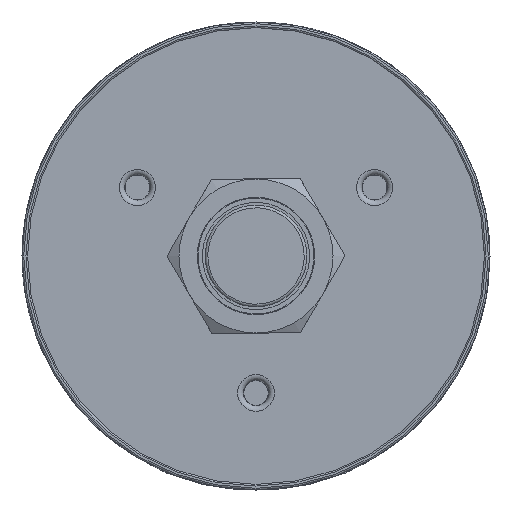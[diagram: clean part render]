
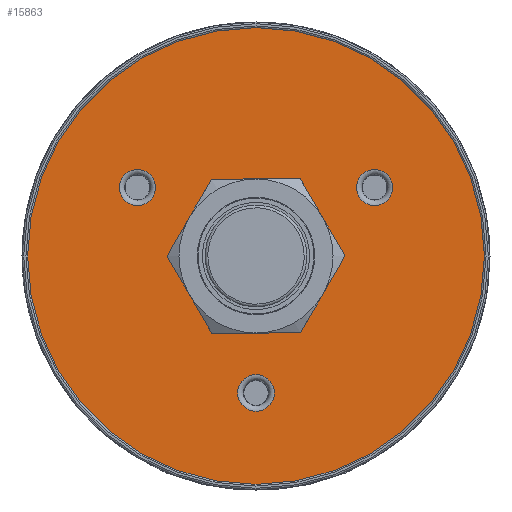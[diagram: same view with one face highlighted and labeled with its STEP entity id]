
A CAD part, front view. The second image highlights one B-rep face of the part: STEP entity #15863.
In plain terms, the highlighted planar face has unit normal (0, -1, 0).
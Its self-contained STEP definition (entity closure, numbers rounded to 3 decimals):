
#3874=FACE_BOUND('',#4880,.T.);
#3875=FACE_BOUND('',#4881,.T.);
#3876=FACE_BOUND('',#4882,.T.);
#3877=FACE_BOUND('',#4883,.T.);
#4022=FACE_OUTER_BOUND('',#4879,.T.);
#4879=EDGE_LOOP('',(#10126));
#4880=EDGE_LOOP('',(#10127));
#4881=EDGE_LOOP('',(#10128));
#4882=EDGE_LOOP('',(#10129));
#4883=EDGE_LOOP('',(#10130));
#5827=CIRCLE('',#16776,10.3);
#5833=CIRCLE('',#16785,3.203);
#5842=CIRCLE('',#16796,40.017);
#5843=CIRCLE('',#16797,3.162);
#5844=CIRCLE('',#16798,3.162);
#6198=VERTEX_POINT('',#21485);
#6203=VERTEX_POINT('',#21501);
#6210=VERTEX_POINT('',#21519);
#6211=VERTEX_POINT('',#21521);
#6212=VERTEX_POINT('',#21523);
#7758=EDGE_CURVE('',#6198,#6198,#5827,.T.);
#7765=EDGE_CURVE('',#6203,#6203,#5833,.T.);
#7774=EDGE_CURVE('',#6210,#6210,#5842,.T.);
#7775=EDGE_CURVE('',#6211,#6211,#5843,.T.);
#7776=EDGE_CURVE('',#6212,#6212,#5844,.T.);
#10126=ORIENTED_EDGE('',*,*,#7774,.F.);
#10127=ORIENTED_EDGE('',*,*,#7775,.T.);
#10128=ORIENTED_EDGE('',*,*,#7758,.F.);
#10129=ORIENTED_EDGE('',*,*,#7765,.F.);
#10130=ORIENTED_EDGE('',*,*,#7776,.T.);
#14491=PLANE('',#16795);
#15863=ADVANCED_FACE('',(#4022,#3874,#3875,#3876,#3877),#14491,.T.);
#16776=AXIS2_PLACEMENT_3D('',#21487,#17942,#17943);
#16785=AXIS2_PLACEMENT_3D('',#21502,#17961,#17962);
#16795=AXIS2_PLACEMENT_3D('',#21518,#17981,#17982);
#16796=AXIS2_PLACEMENT_3D('',#21520,#17983,#17984);
#16797=AXIS2_PLACEMENT_3D('',#21522,#17985,#17986);
#16798=AXIS2_PLACEMENT_3D('',#21524,#17987,#17988);
#17942=DIRECTION('center_axis',(0.,-1.,0.));
#17943=DIRECTION('ref_axis',(-0.5,0.,0.866));
#17961=DIRECTION('center_axis',(0.,-1.,0.));
#17962=DIRECTION('ref_axis',(0.5,0.,-0.866));
#17981=DIRECTION('center_axis',(0.,-1.,0.));
#17982=DIRECTION('ref_axis',(0.5,0.,-0.866));
#17983=DIRECTION('center_axis',(0.,1.,0.));
#17984=DIRECTION('ref_axis',(0.,0.,1.));
#17985=DIRECTION('center_axis',(0.,1.,0.));
#17986=DIRECTION('ref_axis',(-1.,0.,0.));
#17987=DIRECTION('center_axis',(0.,1.,0.));
#17988=DIRECTION('ref_axis',(-1.,0.,0.));
#21485=CARTESIAN_POINT('',(5.15,-68.7,-8.92));
#21487=CARTESIAN_POINT('Origin',(0.,-68.7,
0.));
#21501=CARTESIAN_POINT('',(1.601,-68.7,-26.774));
#21502=CARTESIAN_POINT('Origin',(0.,-68.7,
-24.));
#21518=CARTESIAN_POINT('Origin',(20.135,-68.7,11.625));
#21519=CARTESIAN_POINT('',(-40.017,-68.7,0.));
#21520=CARTESIAN_POINT('Origin',(0.,-68.7,
0.));
#21521=CARTESIAN_POINT('',(23.947,-68.7,12.));
#21522=CARTESIAN_POINT('Origin',(20.785,-68.7,12.));
#21523=CARTESIAN_POINT('',(-17.622,-68.7,12.));
#21524=CARTESIAN_POINT('Origin',(-20.785,-68.7,12.));
